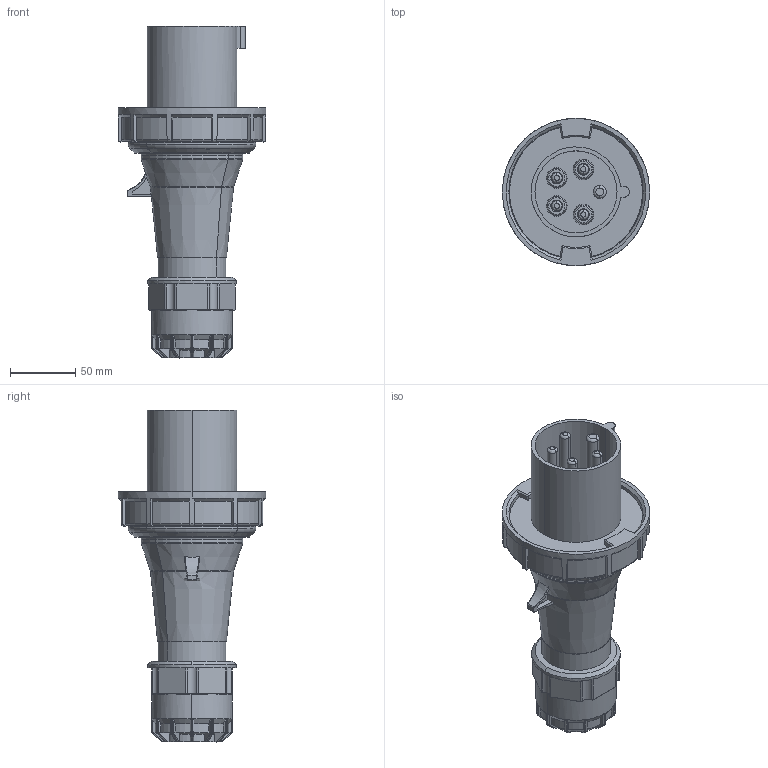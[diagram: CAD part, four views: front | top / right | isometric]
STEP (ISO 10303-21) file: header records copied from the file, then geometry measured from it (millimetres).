
FILE_DESCRIPTION((''),'2;1');
FILE_NAME('63_PLUG','2022-02-25T09:40:01',('Administrator'),(''),'CREO PARAMETRIC BY PTC INC, 2021063','CREO PARAMETRIC BY PTC INC, 2021063','');
FILE_SCHEMA(('AUTOMOTIVE_DESIGN { 1 0 10303 214 1 1 1 1 }'));
Length unit declared in the file: millimetre
Products named in the file (1): 63_PLUG
Bounding box: 113 x 113 x 254.6 mm (x, y, z)
Volume: 788013.9 mm3; surface area: 118759.1 mm2
Topology: 1 solids, 1 shells, 626 faces, 1617 edges, 1037 vertices
Faces by surface type: plane 212, cylinder 146, bspline 133, torus 75, cone 60
Entity records: 26042 total; most frequent: CARTESIAN_POINT 11559, ORIENTED_EDGE 3178, DIRECTION 2591, EDGE_CURVE 1589, AXIS2_PLACEMENT_3D 1090, VERTEX_POINT 989, EDGE_LOOP 654, FACE_OUTER_BOUND 626
